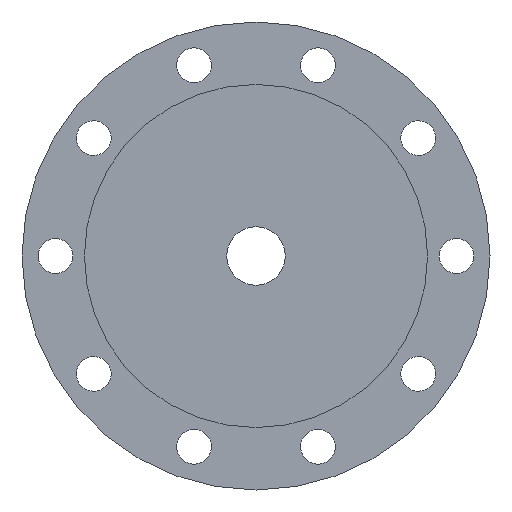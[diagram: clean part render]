
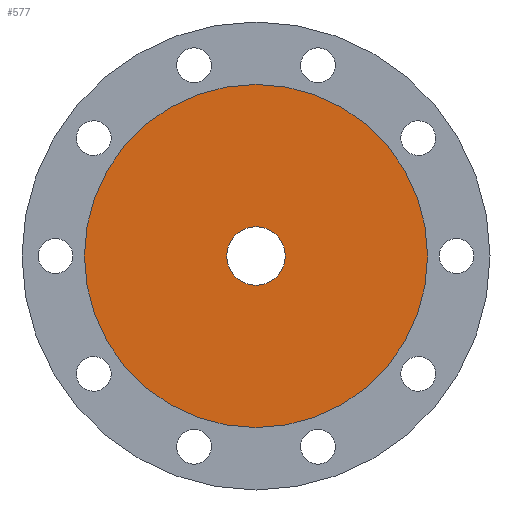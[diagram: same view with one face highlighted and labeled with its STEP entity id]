
A CAD part, front view. The second image highlights one B-rep face of the part: STEP entity #577.
In plain terms, the highlighted planar face has unit normal (0, -1, 0).
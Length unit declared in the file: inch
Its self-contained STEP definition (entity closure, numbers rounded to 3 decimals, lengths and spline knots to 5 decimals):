
#10 = ORIENTED_EDGE ( 'NONE', *, *, #112, .F. ) ;
#25 = DIRECTION ( 'NONE',  ( 0., 1., 0. ) ) ;
#41 = EDGE_CURVE ( 'NONE', #184, #95, #585, .T. ) ;
#57 = EDGE_CURVE ( 'NONE', #508, #527, #141, .T. ) ;
#95 = VERTEX_POINT ( 'NONE', #247 ) ;
#98 = CARTESIAN_POINT ( 'NONE',  ( 1.28325, 0.4375, 0. ) ) ;
#112 = EDGE_CURVE ( 'NONE', #527, #508, #862, .T. ) ;
#125 = CARTESIAN_POINT ( 'NONE',  ( 0., 0.4375, 0. ) ) ;
#128 = EDGE_LOOP ( 'NONE', ( #295, #10 ) ) ;
#141 = CIRCLE ( 'NONE', #498, 1.28325 ) ;
#184 = VERTEX_POINT ( 'NONE', #1048 ) ;
#196 = FACE_OUTER_BOUND ( 'NONE', #128, .T. ) ;
#240 = ORIENTED_EDGE ( 'NONE', *, *, #41, .T. ) ;
#243 = AXIS2_PLACEMENT_3D ( 'NONE', #887, #738, #978 ) ;
#247 = CARTESIAN_POINT ( 'NONE',  ( 0.21875, 0.4375, 0. ) ) ;
#258 = DIRECTION ( 'NONE',  ( -1., 0., 0. ) ) ;
#274 = PLANE ( 'NONE',  #1072 ) ;
#295 = ORIENTED_EDGE ( 'NONE', *, *, #57, .F. ) ;
#341 = EDGE_CURVE ( 'NONE', #95, #184, #709, .T. ) ;
#371 = EDGE_LOOP ( 'NONE', ( #240, #419 ) ) ;
#373 = DIRECTION ( 'NONE',  ( 0., 1., 0. ) ) ;
#402 = CARTESIAN_POINT ( 'NONE',  ( -1.28325, 0.4375, 0. ) ) ;
#419 = ORIENTED_EDGE ( 'NONE', *, *, #341, .T. ) ;
#449 = DIRECTION ( 'NONE',  ( 0., 1., 0. ) ) ;
#453 = CARTESIAN_POINT ( 'NONE',  ( 0., 0.4375, 0. ) ) ;
#498 = AXIS2_PLACEMENT_3D ( 'NONE', #453, #373, #702 ) ;
#501 = CARTESIAN_POINT ( 'NONE',  ( 0., 0.4375, 0. ) ) ;
#508 = VERTEX_POINT ( 'NONE', #402 ) ;
#527 = VERTEX_POINT ( 'NONE', #98 ) ;
#577 = ADVANCED_FACE ( 'NONE', ( #939, #196 ), #274, .T. ) ;
#585 = CIRCLE ( 'NONE', #1037, 0.21875 ) ;
#667 = DIRECTION ( 'NONE',  ( 1., 0., 0. ) ) ;
#702 = DIRECTION ( 'NONE',  ( -1., 0., 0. ) ) ;
#709 = CIRCLE ( 'NONE', #725, 0.21875 ) ;
#725 = AXIS2_PLACEMENT_3D ( 'NONE', #501, #25, #258 ) ;
#738 = DIRECTION ( 'NONE',  ( 0., 1., 0. ) ) ;
#752 = CARTESIAN_POINT ( 'NONE',  ( 0., 0.4375, 0. ) ) ;
#785 = DIRECTION ( 'NONE',  ( -1., 0., 0. ) ) ;
#850 = DIRECTION ( 'NONE',  ( 0., -1., 0. ) ) ;
#862 = CIRCLE ( 'NONE', #243, 1.28325 ) ;
#887 = CARTESIAN_POINT ( 'NONE',  ( 0., 0.4375, 0. ) ) ;
#939 = FACE_BOUND ( 'NONE', #371, .T. ) ;
#978 = DIRECTION ( 'NONE',  ( -1., 0., 0. ) ) ;
#1037 = AXIS2_PLACEMENT_3D ( 'NONE', #125, #449, #785 ) ;
#1048 = CARTESIAN_POINT ( 'NONE',  ( -0.21875, 0.4375, 0. ) ) ;
#1072 = AXIS2_PLACEMENT_3D ( 'NONE', #752, #850, #667 ) ;
